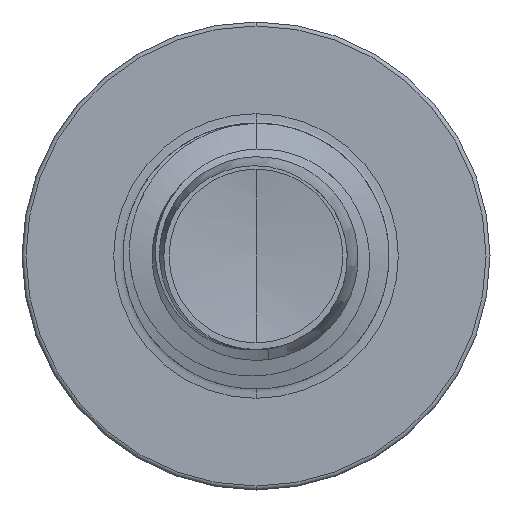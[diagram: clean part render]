
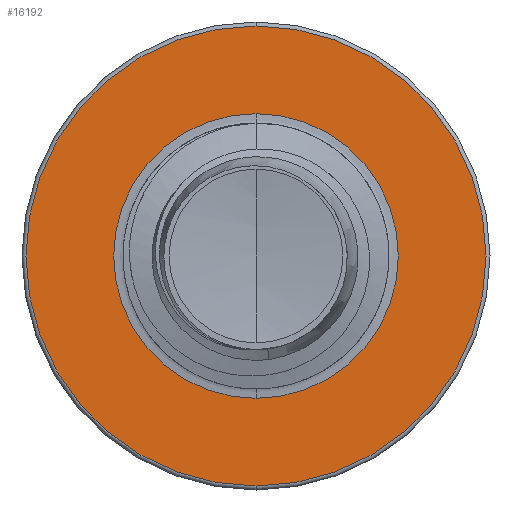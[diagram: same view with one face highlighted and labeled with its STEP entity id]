
A CAD part, front view. The second image highlights one B-rep face of the part: STEP entity #16192.
In plain terms, the highlighted planar face has unit normal (0, -1, 0).
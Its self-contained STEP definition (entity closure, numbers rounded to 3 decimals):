
#518 = CARTESIAN_POINT ( 'NONE',  ( 0., 7.5, 2.677 ) ) ;
#888 = VERTEX_POINT ( 'NONE', #2517 ) ;
#1037 = ORIENTED_EDGE ( 'NONE', *, *, #7337, .F. ) ;
#1054 = VERTEX_POINT ( 'NONE', #518 ) ;
#1097 = CARTESIAN_POINT ( 'NONE',  ( 0., 7.5, 0. ) ) ;
#1594 = EDGE_LOOP ( 'NONE', ( #12627, #6244 ) ) ;
#2198 = CARTESIAN_POINT ( 'NONE',  ( 0., 7.5, 0. ) ) ;
#2517 = CARTESIAN_POINT ( 'NONE',  ( 0., 7.5, 4.325 ) ) ;
#2548 = DIRECTION ( 'NONE',  ( 0., 0., 1. ) ) ;
#3072 = DIRECTION ( 'NONE',  ( 0., 1., 0. ) ) ;
#3402 = DIRECTION ( 'NONE',  ( 0., 0., 1. ) ) ;
#3695 = DIRECTION ( 'NONE',  ( 0., 0., 1. ) ) ;
#4019 = AXIS2_PLACEMENT_3D ( 'NONE', #7668, #11747, #3402 ) ;
#4568 = CARTESIAN_POINT ( 'NONE',  ( 0., 7.5, -4.325 ) ) ;
#4622 = CIRCLE ( 'NONE', #5830, 4.325 ) ;
#5091 = AXIS2_PLACEMENT_3D ( 'NONE', #2198, #12004, #3695 ) ;
#5830 = AXIS2_PLACEMENT_3D ( 'NONE', #1097, #10994, #2548 ) ;
#6015 = DIRECTION ( 'NONE',  ( 0., 1., 0. ) ) ;
#6244 = ORIENTED_EDGE ( 'NONE', *, *, #11637, .T. ) ;
#6589 = AXIS2_PLACEMENT_3D ( 'NONE', #11452, #3072, #12794 ) ;
#7337 = EDGE_CURVE ( 'NONE', #888, #8772, #4622, .T. ) ;
#7347 = AXIS2_PLACEMENT_3D ( 'NONE', #14166, #6015, #15532 ) ;
#7668 = CARTESIAN_POINT ( 'NONE',  ( 0., 7.5, -2.677 ) ) ;
#8354 = CIRCLE ( 'NONE', #5091, 4.325 ) ;
#8370 = CIRCLE ( 'NONE', #6589, 2.677 ) ;
#8772 = VERTEX_POINT ( 'NONE', #4568 ) ;
#9136 = EDGE_LOOP ( 'NONE', ( #1037, #15798 ) ) ;
#10832 = CARTESIAN_POINT ( 'NONE',  ( 0., 7.5, -2.677 ) ) ;
#10994 = DIRECTION ( 'NONE',  ( 0., 1., 0. ) ) ;
#11452 = CARTESIAN_POINT ( 'NONE',  ( 0., 7.5, 0. ) ) ;
#11482 = FACE_BOUND ( 'NONE', #1594, .T. ) ;
#11628 = PLANE ( 'NONE',  #4019 ) ;
#11637 = EDGE_CURVE ( 'NONE', #15475, #1054, #8370, .T. ) ;
#11747 = DIRECTION ( 'NONE',  ( 0., 1., 0. ) ) ;
#12004 = DIRECTION ( 'NONE',  ( 0., 1., 0. ) ) ;
#12627 = ORIENTED_EDGE ( 'NONE', *, *, #13336, .T. ) ;
#12794 = DIRECTION ( 'NONE',  ( 0., 0., 1. ) ) ;
#13336 = EDGE_CURVE ( 'NONE', #1054, #15475, #13606, .T. ) ;
#13606 = CIRCLE ( 'NONE', #7347, 2.677 ) ;
#13897 = EDGE_CURVE ( 'NONE', #8772, #888, #8354, .T. ) ;
#14166 = CARTESIAN_POINT ( 'NONE',  ( 0., 7.5, 0. ) ) ;
#14652 = FACE_OUTER_BOUND ( 'NONE', #9136, .T. ) ;
#15475 = VERTEX_POINT ( 'NONE', #10832 ) ;
#15532 = DIRECTION ( 'NONE',  ( 0., 0., 1. ) ) ;
#15798 = ORIENTED_EDGE ( 'NONE', *, *, #13897, .F. ) ;
#16192 = ADVANCED_FACE ( 'NONE', ( #14652, #11482 ), #11628, .F. ) ;
